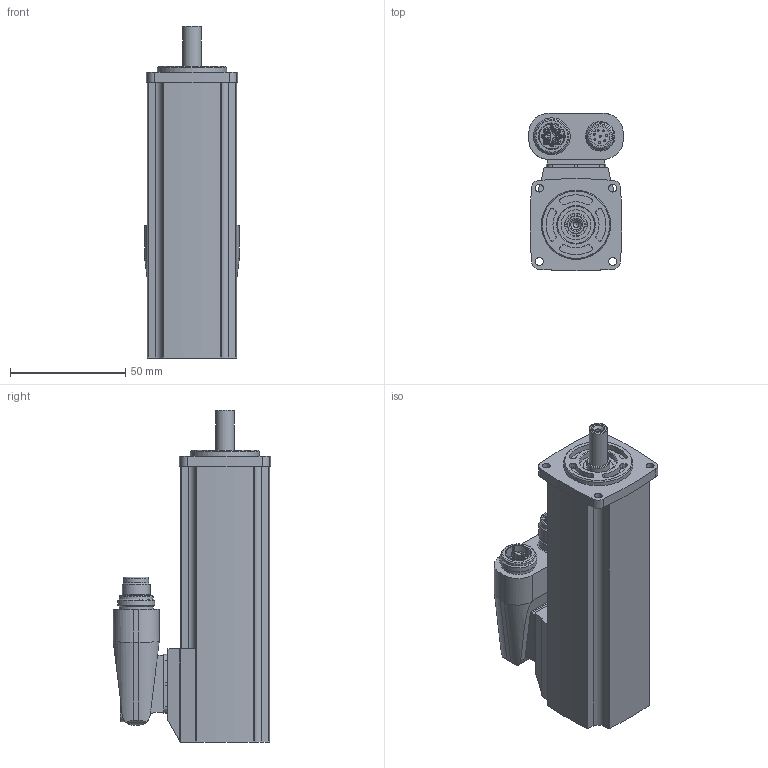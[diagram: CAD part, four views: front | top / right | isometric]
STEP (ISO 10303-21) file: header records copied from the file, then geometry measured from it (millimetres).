
FILE_DESCRIPTION(/* description */ ('STEP AP214'),/* implementation_level */ '2;1');
FILE_NAME(/* name */ '2082430_EMME-AS-40-S-LV-ASB',/* time_stamp */ '2024-08-27T23:47:29+02:00',/* author */ ('License CC BY-ND 4.0'),/* organization */ ('CADENAS'),/* preprocessor_version */ 'ST-DEVELOPER v19.3',/* originating_system */ 'PARTsolutions',/* authorisation */ ' ');
FILE_SCHEMA (('AUTOMOTIVE_DESIGN {1 0 10303 214 3 1 1}'));
Length unit declared in the file: millimetre
Products named in the file (1): 2082430 EMME-AS-40-S-LV-ASB
Bounding box: 41 x 68.42 x 144 mm (x, y, z)
Volume: 209891.6 mm3; surface area: 30466.7 mm2
Topology: 1 solids, 1 shells, 293 faces, 733 edges, 476 vertices
Faces by surface type: plane 130, cylinder 127, cone 16, torus 12, sphere 8
Full cylindrical faces by diameter (mm): 0.8 x12, 1.25 x4, 1.65 x4, 2.459 x1, 2.8 x4, 3.4 x4, 6 x2, 8 x1, 10 x1, 10.773 x2, 11.8 x1, 12 x1, 13 x1, 14.773 x2, 16 x2, 30 x1
Entity records: 8230 total; most frequent: DIRECTION 1482, CARTESIAN_POINT 1440, ORIENTED_EDGE 1254, EDGE_CURVE 627, AXIS2_PLACEMENT_3D 582, VERTEX_POINT 450, FACE_BOUND 415, EDGE_LOOP 414
